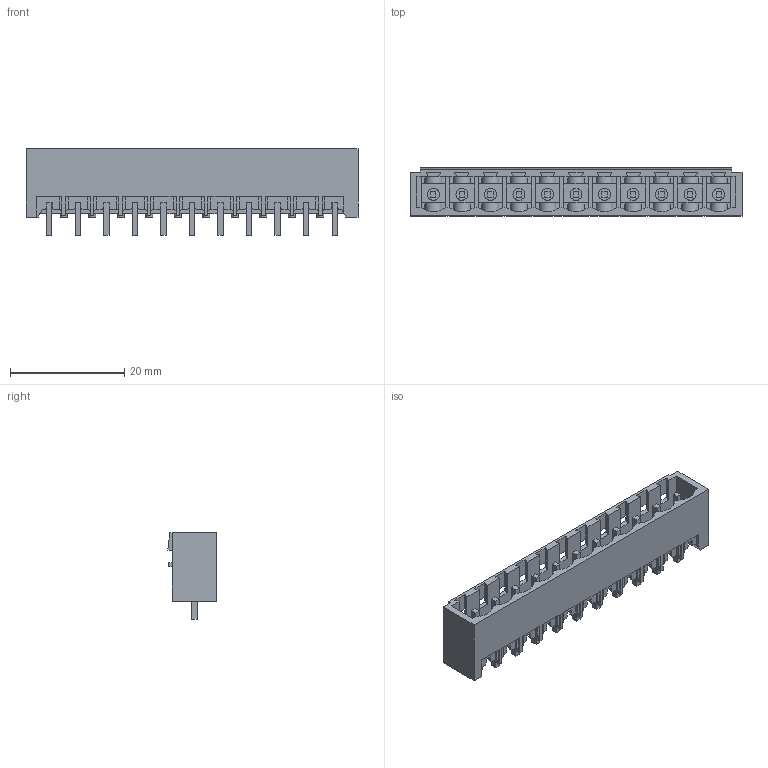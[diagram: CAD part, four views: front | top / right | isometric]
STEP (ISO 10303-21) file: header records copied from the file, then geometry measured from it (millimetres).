
FILE_DESCRIPTION(('CATIA V5 STEP Exchange','CAx-IF Rec.Pracs.--- Model Styling and Organization---1.2---2011-12-15'),'2;1');
FILE_NAME ('D1457142_0_1841250000_1841250000.stp','2018-04-11T11:05:09+00:00',('none'),('Weidmueller'),'CATIA Version 5-6 Release 2014','CATIA V5 STEP AP214','none');
FILE_SCHEMA(('AUTOMOTIVE_DESIGN { 1 0 10303 214 1 1 1 1 }'));
Length unit declared in the file: millimetre
Products named in the file (1): 1841250000
Bounding box: 58.2 x 8.43 x 15.2 mm (x, y, z)
Volume: 2129.6 mm3; surface area: 5080.2 mm2
Topology: 12 solids, 12 shells, 761 faces, 2312 edges, 1555 vertices
Faces by surface type: plane 646, cylinder 97, extrusion 18
Entity records: 24366 total; most frequent: CARTESIAN_POINT 5071, ORIENTED_EDGE 4624, DIRECTION 3028, EDGE_CURVE 2312, VECTOR 1939, LINE 1921, VERTEX_POINT 1555, EDGE_LOOP 785
